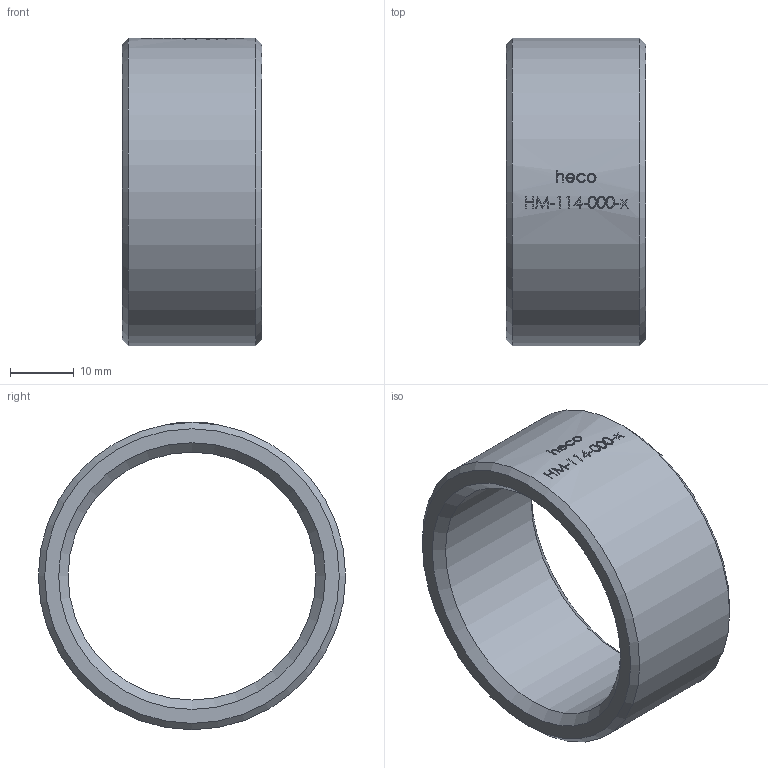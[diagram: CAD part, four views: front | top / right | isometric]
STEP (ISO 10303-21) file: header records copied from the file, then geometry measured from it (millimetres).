
FILE_DESCRIPTION (( 'STEP AP214' ), '1' );
FILE_NAME ('HM-114-000-x halbe Muffe 2305.STEP', '2023-05-05T09:16:05', ( '' ), ( '' ), 'SwSTEP 2.0', 'SolidWorks 2019', '' );
FILE_SCHEMA (( 'AUTOMOTIVE_DESIGN' ));
Length unit declared in the file: millimetre
Products named in the file (1): HM-114-000-x halbe Muffe 2305
Bounding box: 22 x 48.3 x 48.33 mm (x, y, z)
Volume: 13671.7 mm3; surface area: 6928.9 mm2
Topology: 1 solids, 1 shells, 179 faces, 461 edges, 306 vertices
Faces by surface type: plane 89, bspline 62, cylinder 24, cone 4
Full cylindrical faces by diameter (mm): 38.95 x1, 48.3 x1
Entity records: 9493 total; most frequent: CARTESIAN_POINT 3754, ORIENTED_EDGE 910, DIRECTION 581, EDGE_CURVE 455, VERTEX_POINT 306, VECTOR 225, LINE 225, EDGE_LOOP 209
